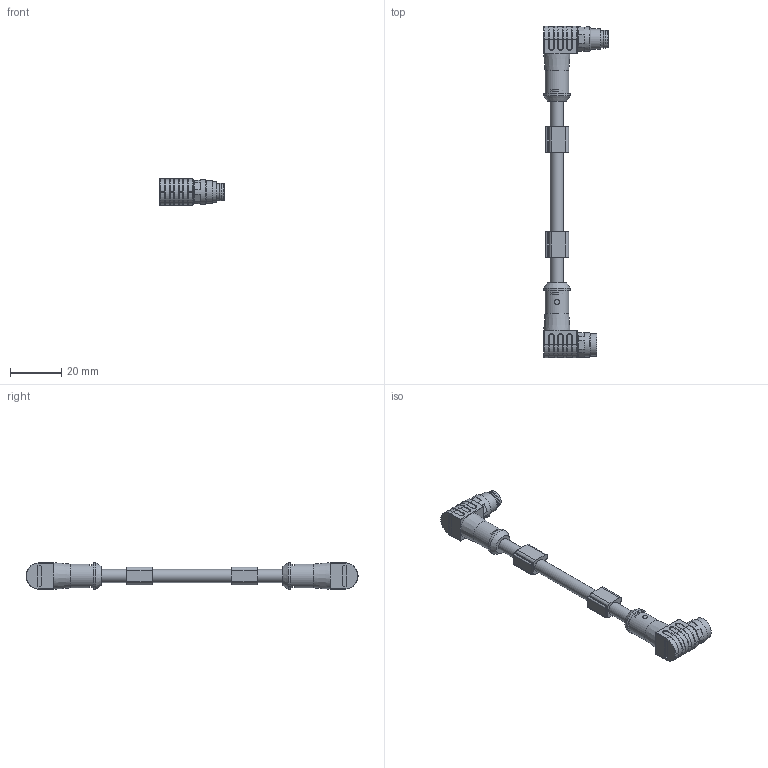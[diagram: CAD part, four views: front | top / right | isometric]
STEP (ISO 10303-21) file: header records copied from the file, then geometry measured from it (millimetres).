
FILE_DESCRIPTION(/* description */ (''),/* implementation_level */ '2;1');
FILE_NAME(/* name */ 'IE-SWKPSD4-m-IE-SWSPSD4_S3400.stp',/* time_stamp */ '2018-12-07T13:05:22+01:00',/* author */ (''),/* organization */ (''),/* preprocessor_version */ 'ST-DEVELOPER v16',/* originating_system */ 'SIEMENS PLM Software NX 10.0',/* authorisation */ '');
FILE_SCHEMA (('AUTOMOTIVE_DESIGN { 1 0 10303 214 3 1 1 1 }'));
Length unit declared in the file: millimetre
Products named in the file (1): IE-SWKPSD4-m-IE-SWSPSD4_S3400
Bounding box: 25.2 x 129.6 x 10.3 mm (x, y, z)
Volume: 8151.4 mm3; surface area: 5353.9 mm2
Topology: 1 solids, 1 shells, 536 faces, 1304 edges, 776 vertices
Faces by surface type: cylinder 233, plane 149, torus 100, cone 24, sphere 18, bspline 12
Full cylindrical faces by diameter (mm): 0.8 x4, 0.9 x4, 2 x2, 5.1 x3, 5.8 x1, 6.5 x3, 6.9 x1, 7.2 x1, 8 x1, 8.8 x1, 9.3 x2, 9.6 x2, 10.3 x2
Entity records: 15665 total; most frequent: CARTESIAN_POINT 3265, DIRECTION 2834, ORIENTED_EDGE 2416, EDGE_CURVE 1208, AXIS2_PLACEMENT_3D 1167, VERTEX_POINT 749, CIRCLE 634, EDGE_LOOP 615
